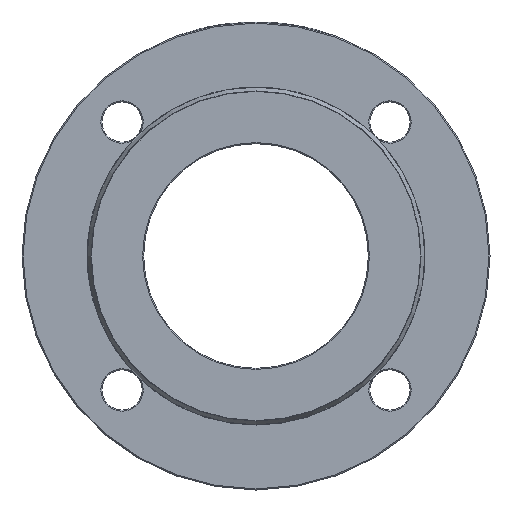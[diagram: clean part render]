
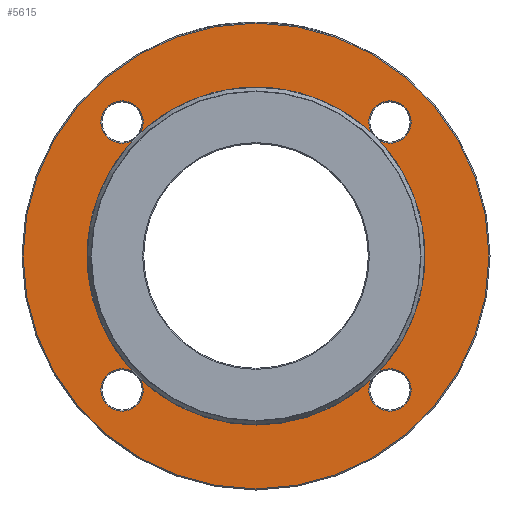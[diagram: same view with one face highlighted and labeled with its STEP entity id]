
A CAD part, left-side view. The second image highlights one B-rep face of the part: STEP entity #5615.
In plain terms, the highlighted planar face has unit normal (-1, 0, 0).
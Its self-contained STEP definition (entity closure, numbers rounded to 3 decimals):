
#84 = CIRCLE ( 'NONE', #2847, 9.5 ) ;
#146 = CIRCLE ( 'NONE', #1776, 104.5 ) ;
#269 = CIRCLE ( 'NONE', #3366, 75.848 ) ;
#276 = AXIS2_PLACEMENT_3D ( 'NONE', #2801, #1830, #4672 ) ;
#314 = ORIENTED_EDGE ( 'NONE', *, *, #3850, .T. ) ;
#384 = CARTESIAN_POINT ( 'NONE',  ( 3., 0., 0. ) ) ;
#473 = FACE_BOUND ( 'NONE', #2362, .T. ) ;
#630 = CARTESIAN_POINT ( 'NONE',  ( 3., 55.306, 51.905 ) ) ;
#673 = VERTEX_POINT ( 'NONE', #3531 ) ;
#718 = DIRECTION ( 'NONE',  ( 0., 0., -1. ) ) ;
#859 = EDGE_CURVE ( 'NONE', #4079, #673, #84, .T. ) ;
#896 = AXIS2_PLACEMENT_3D ( 'NONE', #6183, #1771, #5700 ) ;
#898 = EDGE_CURVE ( 'NONE', #1391, #4403, #4923, .T. ) ;
#918 = VERTEX_POINT ( 'NONE', #630 ) ;
#1084 = DIRECTION ( 'NONE',  ( 0., 0., 1. ) ) ;
#1139 = CARTESIAN_POINT ( 'NONE',  ( 3., -55.306, -51.905 ) ) ;
#1332 = DIRECTION ( 'NONE',  ( 0., -1., 0. ) ) ;
#1391 = VERTEX_POINT ( 'NONE', #3191 ) ;
#1443 = DIRECTION ( 'NONE',  ( 1., 0., 0. ) ) ;
#1472 = DIRECTION ( 'NONE',  ( 0., 0., -1. ) ) ;
#1696 = DIRECTION ( 'NONE',  ( 1., 0., 0. ) ) ;
#1712 = AXIS2_PLACEMENT_3D ( 'NONE', #2221, #5668, #1332 ) ;
#1728 = CARTESIAN_POINT ( 'NONE',  ( 3., 0., -104.5 ) ) ;
#1771 = DIRECTION ( 'NONE',  ( 1., 0., 0. ) ) ;
#1776 = AXIS2_PLACEMENT_3D ( 'NONE', #384, #1795, #4278 ) ;
#1795 = DIRECTION ( 'NONE',  ( -1., 0., 0. ) ) ;
#1830 = DIRECTION ( 'NONE',  ( 1., 0., 0. ) ) ;
#1927 = EDGE_LOOP ( 'NONE', ( #3452 ) ) ;
#2077 = EDGE_CURVE ( 'NONE', #5658, #5658, #146, .T. ) ;
#2221 = CARTESIAN_POINT ( 'NONE',  ( 3., -60.104, -60.104 ) ) ;
#2362 = EDGE_LOOP ( 'NONE', ( #6360, #5209, #5466, #3357, #2932, #314, #2720, #4793 ) ) ;
#2401 = DIRECTION ( 'NONE',  ( 1., 0., 0. ) ) ;
#2437 = DIRECTION ( 'NONE',  ( 0., 0., -1. ) ) ;
#2540 = VERTEX_POINT ( 'NONE', #1139 ) ;
#2555 = DIRECTION ( 'NONE',  ( 1., 0., 0. ) ) ;
#2645 = CIRCLE ( 'NONE', #3471, 75.848 ) ;
#2720 = ORIENTED_EDGE ( 'NONE', *, *, #859, .T. ) ;
#2754 = AXIS2_PLACEMENT_3D ( 'NONE', #5130, #2555, #718 ) ;
#2801 = CARTESIAN_POINT ( 'NONE',  ( 3., 60.104, 60.104 ) ) ;
#2845 = AXIS2_PLACEMENT_3D ( 'NONE', #5302, #1443, #2437 ) ;
#2847 = AXIS2_PLACEMENT_3D ( 'NONE', #3110, #3137, #1084 ) ;
#2849 = CIRCLE ( 'NONE', #896, 75.848 ) ;
#2932 = ORIENTED_EDGE ( 'NONE', *, *, #5391, .T. ) ;
#3023 = CARTESIAN_POINT ( 'NONE',  ( 3., 55.306, -51.905 ) ) ;
#3110 = CARTESIAN_POINT ( 'NONE',  ( 3., -60.104, 60.104 ) ) ;
#3137 = DIRECTION ( 'NONE',  ( 1., 0., 0. ) ) ;
#3176 = VERTEX_POINT ( 'NONE', #5499 ) ;
#3191 = CARTESIAN_POINT ( 'NONE',  ( 3., 51.905, -55.306 ) ) ;
#3211 = CARTESIAN_POINT ( 'NONE',  ( 3., 0., 0. ) ) ;
#3357 = ORIENTED_EDGE ( 'NONE', *, *, #5496, .T. ) ;
#3366 = AXIS2_PLACEMENT_3D ( 'NONE', #3211, #1696, #5174 ) ;
#3452 = ORIENTED_EDGE ( 'NONE', *, *, #2077, .T. ) ;
#3471 = AXIS2_PLACEMENT_3D ( 'NONE', #3545, #3575, #5566 ) ;
#3531 = CARTESIAN_POINT ( 'NONE',  ( 3., -55.306, 51.905 ) ) ;
#3545 = CARTESIAN_POINT ( 'NONE',  ( 3., 0., 0. ) ) ;
#3575 = DIRECTION ( 'NONE',  ( 1., 0., 0. ) ) ;
#3850 = EDGE_CURVE ( 'NONE', #6010, #4079, #269, .T. ) ;
#4079 = VERTEX_POINT ( 'NONE', #4998 ) ;
#4278 = DIRECTION ( 'NONE',  ( 0., 0., -1. ) ) ;
#4403 = VERTEX_POINT ( 'NONE', #3023 ) ;
#4431 = CARTESIAN_POINT ( 'NONE',  ( 3., 0., 0. ) ) ;
#4456 = CARTESIAN_POINT ( 'NONE',  ( 3., 51.905, 55.306 ) ) ;
#4588 = CIRCLE ( 'NONE', #1712, 9.5 ) ;
#4590 = CIRCLE ( 'NONE', #5107, 75.848 ) ;
#4672 = DIRECTION ( 'NONE',  ( 0., 1., 0. ) ) ;
#4793 = ORIENTED_EDGE ( 'NONE', *, *, #5139, .T. ) ;
#4923 = CIRCLE ( 'NONE', #2754, 9.5 ) ;
#4998 = CARTESIAN_POINT ( 'NONE',  ( 3., -51.905, 55.306 ) ) ;
#5014 = CIRCLE ( 'NONE', #276, 9.5 ) ;
#5076 = EDGE_CURVE ( 'NONE', #2540, #3176, #4588, .T. ) ;
#5107 = AXIS2_PLACEMENT_3D ( 'NONE', #4431, #2401, #1472 ) ;
#5130 = CARTESIAN_POINT ( 'NONE',  ( 3., 60.104, -60.104 ) ) ;
#5139 = EDGE_CURVE ( 'NONE', #673, #2540, #2849, .T. ) ;
#5174 = DIRECTION ( 'NONE',  ( 0., 0., -1. ) ) ;
#5209 = ORIENTED_EDGE ( 'NONE', *, *, #5686, .T. ) ;
#5270 = PLANE ( 'NONE',  #2845 ) ;
#5302 = CARTESIAN_POINT ( 'NONE',  ( 3., 75.732, 0. ) ) ;
#5391 = EDGE_CURVE ( 'NONE', #918, #6010, #5014, .T. ) ;
#5466 = ORIENTED_EDGE ( 'NONE', *, *, #898, .T. ) ;
#5496 = EDGE_CURVE ( 'NONE', #4403, #918, #2645, .T. ) ;
#5499 = CARTESIAN_POINT ( 'NONE',  ( 3., -51.905, -55.306 ) ) ;
#5566 = DIRECTION ( 'NONE',  ( 0., 0., -1. ) ) ;
#5615 = ADVANCED_FACE ( 'NONE', ( #6302, #473 ), #5270, .F. ) ;
#5658 = VERTEX_POINT ( 'NONE', #1728 ) ;
#5668 = DIRECTION ( 'NONE',  ( 1., 0., 0. ) ) ;
#5686 = EDGE_CURVE ( 'NONE', #3176, #1391, #4590, .T. ) ;
#5700 = DIRECTION ( 'NONE',  ( 0., 0., -1. ) ) ;
#6010 = VERTEX_POINT ( 'NONE', #4456 ) ;
#6183 = CARTESIAN_POINT ( 'NONE',  ( 3., 0., 0. ) ) ;
#6302 = FACE_OUTER_BOUND ( 'NONE', #1927, .T. ) ;
#6360 = ORIENTED_EDGE ( 'NONE', *, *, #5076, .T. ) ;
